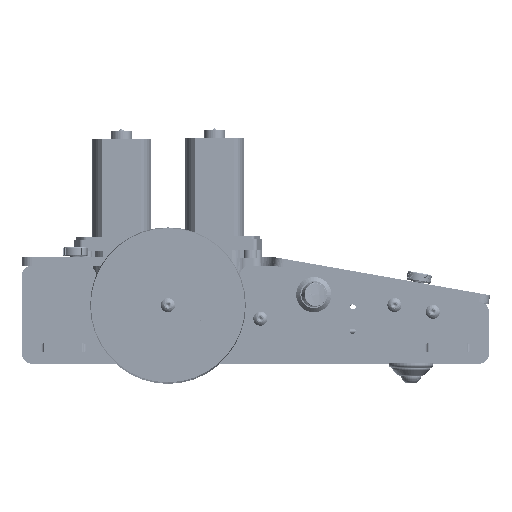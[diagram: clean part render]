
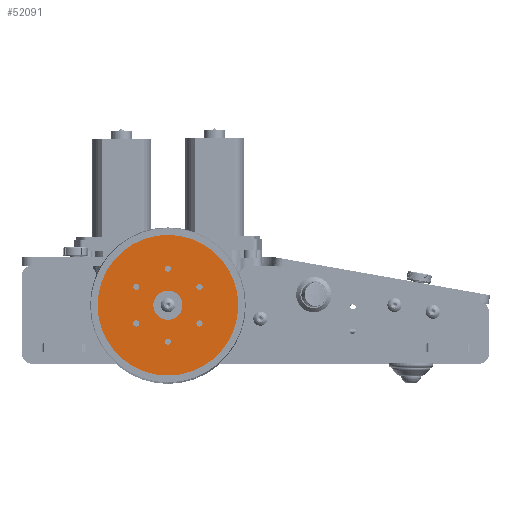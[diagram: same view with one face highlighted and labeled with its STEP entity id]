
A CAD part, top view. The second image highlights one B-rep face of the part: STEP entity #52091.
In plain terms, the highlighted face is planar.
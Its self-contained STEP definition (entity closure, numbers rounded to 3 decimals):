
#2001 = CIRCLE ( 'NONE', #132503, 2.019 ) ;
#3969 = DIRECTION ( 'NONE',  ( -1., 0., 0. ) ) ;
#4532 = VECTOR ( 'NONE', #176835, 1000. ) ;
#5308 = DIRECTION ( 'NONE',  ( -1., 0., 0. ) ) ;
#7671 = VERTEX_POINT ( 'NONE', #106672 ) ;
#9278 = VERTEX_POINT ( 'NONE', #150556 ) ;
#10274 = CIRCLE ( 'NONE', #110734, 2.019 ) ;
#14608 = FACE_BOUND ( 'NONE', #119116, .T. ) ;
#16745 = EDGE_LOOP ( 'NONE', ( #205775 ) ) ;
#18984 = CARTESIAN_POINT ( 'NONE',  ( -13.924, 0., 7.362 ) ) ;
#20390 = LINE ( 'NONE', #127802, #4532 ) ;
#24706 = AXIS2_PLACEMENT_3D ( 'NONE', #212872, #124271, #93890 ) ;
#25290 = ORIENTED_EDGE ( 'NONE', *, *, #206439, .T. ) ;
#26757 = VERTEX_POINT ( 'NONE', #170316 ) ;
#27434 = VERTEX_POINT ( 'NONE', #46737 ) ;
#28254 = DIRECTION ( 'NONE',  ( -1., 0., 0. ) ) ;
#29605 = VERTEX_POINT ( 'NONE', #153016 ) ;
#32076 = FACE_BOUND ( 'NONE', #16745, .T. ) ;
#32518 = EDGE_CURVE ( 'NONE', #180630, #27434, #110618, .T. ) ;
#42977 = EDGE_LOOP ( 'NONE', ( #63563 ) ) ;
#45086 = ORIENTED_EDGE ( 'NONE', *, *, #106482, .T. ) ;
#45683 = DIRECTION ( 'NONE',  ( -1., 0., 0. ) ) ;
#46254 = EDGE_CURVE ( 'NONE', #77290, #77290, #209260, .T. ) ;
#46737 = CARTESIAN_POINT ( 'NONE',  ( -13.924, -6.375, -3.681 ) ) ;
#49569 = FACE_OUTER_BOUND ( 'NONE', #226527, .T. ) ;
#50037 = DIRECTION ( 'NONE',  ( -1., 0., 0. ) ) ;
#50481 = DIRECTION ( 'NONE',  ( 0., -0.866, -0.5 ) ) ;
#52091 = ADVANCED_FACE ( 'NONE', ( #209451, #49569, #177957, #32076, #14608, #86974, #105645, #88108 ), #141819, .T. ) ;
#52646 = VERTEX_POINT ( 'NONE', #173971 ) ;
#52933 = EDGE_CURVE ( 'NONE', #29605, #52646, #201701, .T. ) ;
#55987 = ORIENTED_EDGE ( 'NONE', *, *, #120318, .T. ) ;
#56534 = EDGE_CURVE ( 'NONE', #206671, #206671, #120096, .T. ) ;
#58272 = DIRECTION ( 'NONE',  ( 0., 0.866, 0.5 ) ) ;
#63563 = ORIENTED_EDGE ( 'NONE', *, *, #150757, .F. ) ;
#66279 = DIRECTION ( 'NONE',  ( -1., 0., 0. ) ) ;
#68198 = AXIS2_PLACEMENT_3D ( 'NONE', #135699, #28254, #149785 ) ;
#71734 = CARTESIAN_POINT ( 'NONE',  ( -13.924, 0., -23.812 ) ) ;
#72014 = EDGE_CURVE ( 'NONE', #9278, #9278, #2001, .T. ) ;
#73034 = LINE ( 'NONE', #133329, #186879 ) ;
#75304 = CARTESIAN_POINT ( 'NONE',  ( -13.924, -6.375, 3.681 ) ) ;
#76409 = EDGE_LOOP ( 'NONE', ( #25290, #207263, #45086, #213545, #55987, #91315 ) ) ;
#76508 = DIRECTION ( 'NONE',  ( 0., 0., 1. ) ) ;
#77290 = VERTEX_POINT ( 'NONE', #94808 ) ;
#79031 = EDGE_CURVE ( 'NONE', #26757, #26757, #217155, .T. ) ;
#80823 = CARTESIAN_POINT ( 'NONE',  ( -13.924, -20.622, 11.906 ) ) ;
#86252 = VERTEX_POINT ( 'NONE', #138812 ) ;
#86974 = FACE_BOUND ( 'NONE', #94680, .T. ) ;
#87202 = CARTESIAN_POINT ( 'NONE',  ( -13.924, 20.622, 11.906 ) ) ;
#88108 = FACE_BOUND ( 'NONE', #166810, .T. ) ;
#89240 = CARTESIAN_POINT ( 'NONE',  ( -13.924, 0., 23.813 ) ) ;
#91315 = ORIENTED_EDGE ( 'NONE', *, *, #32518, .T. ) ;
#92211 = VECTOR ( 'NONE', #58272, 1000. ) ;
#93890 = DIRECTION ( 'NONE',  ( 0., 0., 1. ) ) ;
#94060 = CARTESIAN_POINT ( 'NONE',  ( -13.924, 20.622, -11.906 ) ) ;
#94680 = EDGE_LOOP ( 'NONE', ( #212647 ) ) ;
#94808 = CARTESIAN_POINT ( 'NONE',  ( -13.924, -20.622, -9.887 ) ) ;
#96188 = CIRCLE ( 'NONE', #226490, 2.019 ) ;
#97374 = VERTEX_POINT ( 'NONE', #146059 ) ;
#104204 = ORIENTED_EDGE ( 'NONE', *, *, #204490, .F. ) ;
#105645 = FACE_BOUND ( 'NONE', #42977, .T. ) ;
#106482 = EDGE_CURVE ( 'NONE', #52646, #7671, #73034, .T. ) ;
#106672 = CARTESIAN_POINT ( 'NONE',  ( -13.924, 6.375, 3.681 ) ) ;
#110618 = LINE ( 'NONE', #125815, #226455 ) ;
#110734 = AXIS2_PLACEMENT_3D ( 'NONE', #89240, #3969, #127725 ) ;
#112123 = EDGE_CURVE ( 'NONE', #139610, #139610, #10274, .T. ) ;
#115433 = CARTESIAN_POINT ( 'NONE',  ( -13.924, 0., -7.362 ) ) ;
#116175 = LINE ( 'NONE', #134856, #176745 ) ;
#119116 = EDGE_LOOP ( 'NONE', ( #175064 ) ) ;
#120096 = CIRCLE ( 'NONE', #190827, 2.019 ) ;
#120318 = EDGE_CURVE ( 'NONE', #97374, #180630, #161425, .T. ) ;
#124271 = DIRECTION ( 'NONE',  ( -1., 0., 0. ) ) ;
#125815 = CARTESIAN_POINT ( 'NONE',  ( -13.924, -6.375, 3.681 ) ) ;
#127725 = DIRECTION ( 'NONE',  ( 0., 0., 1. ) ) ;
#127802 = CARTESIAN_POINT ( 'NONE',  ( -13.924, 6.375, 3.681 ) ) ;
#132503 = AXIS2_PLACEMENT_3D ( 'NONE', #87202, #66279, #228272 ) ;
#133329 = CARTESIAN_POINT ( 'NONE',  ( -13.924, 6.375, -3.681 ) ) ;
#134856 = CARTESIAN_POINT ( 'NONE',  ( -13.924, -6.375, -3.681 ) ) ;
#135699 = CARTESIAN_POINT ( 'NONE',  ( -13.924, 0., 0. ) ) ;
#138812 = CARTESIAN_POINT ( 'NONE',  ( -13.924, 20.622, -9.887 ) ) ;
#139610 = VERTEX_POINT ( 'NONE', #193262 ) ;
#141152 = DIRECTION ( 'NONE',  ( 0., 0., 1. ) ) ;
#141819 = PLANE ( 'NONE',  #24706 ) ;
#142464 = VECTOR ( 'NONE', #50481, 1000. ) ;
#146059 = CARTESIAN_POINT ( 'NONE',  ( -13.924, 0., 7.362 ) ) ;
#149698 = AXIS2_PLACEMENT_3D ( 'NONE', #94060, #5308, #76508 ) ;
#149785 = DIRECTION ( 'NONE',  ( 0., 0., 1. ) ) ;
#150556 = CARTESIAN_POINT ( 'NONE',  ( -13.924, 20.622, 13.926 ) ) ;
#150757 = EDGE_CURVE ( 'NONE', #173201, #173201, #96188, .T. ) ;
#153016 = CARTESIAN_POINT ( 'NONE',  ( -13.924, 0., -7.362 ) ) ;
#161425 = LINE ( 'NONE', #18984, #142464 ) ;
#166051 = ORIENTED_EDGE ( 'NONE', *, *, #112123, .F. ) ;
#166810 = EDGE_LOOP ( 'NONE', ( #166051 ) ) ;
#170316 = CARTESIAN_POINT ( 'NONE',  ( -13.924, 0., 45.912 ) ) ;
#172156 = DIRECTION ( 'NONE',  ( 0., 0.866, -0.5 ) ) ;
#173201 = VERTEX_POINT ( 'NONE', #212708 ) ;
#173971 = CARTESIAN_POINT ( 'NONE',  ( -13.924, 6.375, -3.681 ) ) ;
#174102 = DIRECTION ( 'NONE',  ( 0., 0., 1. ) ) ;
#175064 = ORIENTED_EDGE ( 'NONE', *, *, #72014, .F. ) ;
#176142 = CARTESIAN_POINT ( 'NONE',  ( -13.924, -20.622, -11.906 ) ) ;
#176745 = VECTOR ( 'NONE', #172156, 1000. ) ;
#176786 = DIRECTION ( 'NONE',  ( -1., 0., 0. ) ) ;
#176835 = DIRECTION ( 'NONE',  ( 0., -0.866, 0.5 ) ) ;
#177957 = FACE_BOUND ( 'NONE', #195251, .T. ) ;
#180630 = VERTEX_POINT ( 'NONE', #75304 ) ;
#186879 = VECTOR ( 'NONE', #215289, 1000. ) ;
#189231 = CARTESIAN_POINT ( 'NONE',  ( -13.924, 0., -21.793 ) ) ;
#190827 = AXIS2_PLACEMENT_3D ( 'NONE', #71734, #176786, #214012 ) ;
#193262 = CARTESIAN_POINT ( 'NONE',  ( -13.924, 0., 25.832 ) ) ;
#195251 = EDGE_LOOP ( 'NONE', ( #104204 ) ) ;
#196944 = DIRECTION ( 'NONE',  ( 0., 0., -1. ) ) ;
#199642 = EDGE_CURVE ( 'NONE', #7671, #97374, #20390, .T. ) ;
#201701 = LINE ( 'NONE', #115433, #92211 ) ;
#204490 = EDGE_CURVE ( 'NONE', #86252, #86252, #216517, .T. ) ;
#205618 = AXIS2_PLACEMENT_3D ( 'NONE', #176142, #50037, #141152 ) ;
#205775 = ORIENTED_EDGE ( 'NONE', *, *, #56534, .F. ) ;
#206439 = EDGE_CURVE ( 'NONE', #27434, #29605, #116175, .T. ) ;
#206671 = VERTEX_POINT ( 'NONE', #189231 ) ;
#207263 = ORIENTED_EDGE ( 'NONE', *, *, #52933, .T. ) ;
#209260 = CIRCLE ( 'NONE', #205618, 2.019 ) ;
#209451 = FACE_BOUND ( 'NONE', #76409, .T. ) ;
#212647 = ORIENTED_EDGE ( 'NONE', *, *, #46254, .F. ) ;
#212708 = CARTESIAN_POINT ( 'NONE',  ( -13.924, -20.622, 13.926 ) ) ;
#212872 = CARTESIAN_POINT ( 'NONE',  ( -13.924, 6.35, 0. ) ) ;
#213545 = ORIENTED_EDGE ( 'NONE', *, *, #199642, .T. ) ;
#214012 = DIRECTION ( 'NONE',  ( 0., 0., 1. ) ) ;
#215289 = DIRECTION ( 'NONE',  ( 0., 0., 1. ) ) ;
#216517 = CIRCLE ( 'NONE', #149698, 2.019 ) ;
#217155 = CIRCLE ( 'NONE', #68198, 45.912 ) ;
#225928 = ORIENTED_EDGE ( 'NONE', *, *, #79031, .T. ) ;
#226455 = VECTOR ( 'NONE', #196944, 1000. ) ;
#226490 = AXIS2_PLACEMENT_3D ( 'NONE', #80823, #45683, #174102 ) ;
#226527 = EDGE_LOOP ( 'NONE', ( #225928 ) ) ;
#228272 = DIRECTION ( 'NONE',  ( 0., 0., 1. ) ) ;
